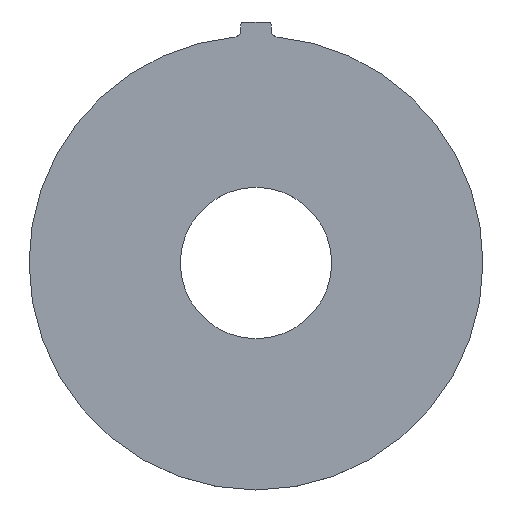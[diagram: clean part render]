
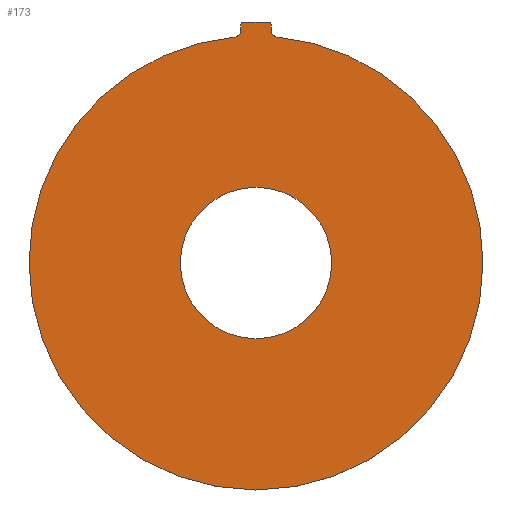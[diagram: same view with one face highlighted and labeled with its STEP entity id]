
A CAD part, top view. The second image highlights one B-rep face of the part: STEP entity #173.
In plain terms, the highlighted planar face has unit normal (0, 0, 1).
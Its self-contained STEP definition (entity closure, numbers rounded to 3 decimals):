
#12 = CIRCLE ( 'NONE', #15, 0.25 ) ;
#15 = AXIS2_PLACEMENT_3D ( 'NONE', #483, #484, #469 ) ;
#19 = VECTOR ( 'NONE', #510, 1000. ) ;
#20 = CIRCLE ( 'NONE', #21, 21. ) ;
#21 = AXIS2_PLACEMENT_3D ( 'NONE', #466, #457, #474 ) ;
#22 = CIRCLE ( 'NONE', #228, 0.6 ) ;
#28 = AXIS2_PLACEMENT_3D ( 'NONE', #498, #514, #499 ) ;
#38 = CARTESIAN_POINT ( 'NONE',  ( 1.4, 21.507, 0.8 ) ) ;
#39 = CARTESIAN_POINT ( 'NONE',  ( 1.15, 22.3, 0.8 ) ) ;
#41 = CARTESIAN_POINT ( 'NONE',  ( 7., 0., 0.8 ) ) ;
#43 = CARTESIAN_POINT ( 'NONE',  ( 21., 0., 0.8 ) ) ;
#46 = CARTESIAN_POINT ( 'NONE',  ( -1.944, 20.91, 0.8 ) ) ;
#54 = CARTESIAN_POINT ( 'NONE',  ( -1.4, 22.05, 0.8 ) ) ;
#69 = CARTESIAN_POINT ( 'NONE',  ( 1.944, 20.91, 0.8 ) ) ;
#73 = CARTESIAN_POINT ( 'NONE',  ( -1.4, 21.507, 0.8 ) ) ;
#79 = CARTESIAN_POINT ( 'NONE',  ( -1.15, 22.3, 0.8 ) ) ;
#87 = CARTESIAN_POINT ( 'NONE',  ( -21., 0., 0.8 ) ) ;
#127 = CARTESIAN_POINT ( 'NONE',  ( 1.4, 22.05, 0.8 ) ) ;
#135 = CARTESIAN_POINT ( 'NONE',  ( -7., 0., 0.8 ) ) ;
#141 = CIRCLE ( 'NONE', #28, 7. ) ;
#142 = CIRCLE ( 'NONE', #143, 0.25 ) ;
#143 = AXIS2_PLACEMENT_3D ( 'NONE', #490, #478, #454 ) ;
#144 = AXIS2_PLACEMENT_3D ( 'NONE', #463, #480, #487 ) ;
#153 = EDGE_CURVE ( 'NONE', #275, #285, #447, .T. ) ;
#154 = EDGE_CURVE ( 'NONE', #264, #280, #239, .T. ) ;
#155 = EDGE_CURVE ( 'NONE', #263, #293, #248, .T. ) ;
#156 = EDGE_CURVE ( 'NONE', #264, #282, #236, .T. ) ;
#164 = EDGE_CURVE ( 'NONE', #295, #265, #12, .T. ) ;
#168 = EDGE_CURVE ( 'NONE', #282, #263, #20, .T. ) ;
#170 = EDGE_CURVE ( 'NONE', #259, #289, #251, .T. ) ;
#173 = ADVANCED_FACE ( 'NONE', ( #479, #489 ), #450, .T. ) ;
#174 = EDGE_CURVE ( 'NONE', #275, #262, #142, .T. ) ;
#178 = EDGE_CURVE ( 'NONE', #295, #262, #448, .T. ) ;
#181 = EDGE_CURVE ( 'NONE', #280, #265, #505, .T. ) ;
#184 = EDGE_CURVE ( 'NONE', #289, #259, #141, .T. ) ;
#188 = EDGE_CURVE ( 'NONE', #285, #293, #22, .T. ) ;
#228 = AXIS2_PLACEMENT_3D ( 'NONE', #501, #513, #517 ) ;
#235 = AXIS2_PLACEMENT_3D ( 'NONE', #416, #417, #422 ) ;
#236 = CIRCLE ( 'NONE', #250, 21. ) ;
#239 = CIRCLE ( 'NONE', #242, 0.6 ) ;
#242 = AXIS2_PLACEMENT_3D ( 'NONE', #446, #418, #427 ) ;
#243 = VECTOR ( 'NONE', #438, 1000. ) ;
#244 = VECTOR ( 'NONE', #462, 1000. ) ;
#248 = CIRCLE ( 'NONE', #235, 21. ) ;
#250 = AXIS2_PLACEMENT_3D ( 'NONE', #411, #440, #431 ) ;
#251 = CIRCLE ( 'NONE', #252, 7. ) ;
#252 = AXIS2_PLACEMENT_3D ( 'NONE', #452, #476, #451 ) ;
#259 = VERTEX_POINT ( 'NONE', #135 ) ;
#262 = VERTEX_POINT ( 'NONE', #79 ) ;
#263 = VERTEX_POINT ( 'NONE', #87 ) ;
#264 = VERTEX_POINT ( 'NONE', #69 ) ;
#265 = VERTEX_POINT ( 'NONE', #127 ) ;
#269 = ORIENTED_EDGE ( 'NONE', *, *, #156, .F. ) ;
#275 = VERTEX_POINT ( 'NONE', #54 ) ;
#280 = VERTEX_POINT ( 'NONE', #38 ) ;
#282 = VERTEX_POINT ( 'NONE', #43 ) ;
#285 = VERTEX_POINT ( 'NONE', #73 ) ;
#288 = ORIENTED_EDGE ( 'NONE', *, *, #154, .T. ) ;
#289 = VERTEX_POINT ( 'NONE', #41 ) ;
#293 = VERTEX_POINT ( 'NONE', #46 ) ;
#295 = VERTEX_POINT ( 'NONE', #39 ) ;
#301 = ORIENTED_EDGE ( 'NONE', *, *, #168, .F. ) ;
#309 = ORIENTED_EDGE ( 'NONE', *, *, #188, .T. ) ;
#310 = ORIENTED_EDGE ( 'NONE', *, *, #170, .T. ) ;
#318 = ORIENTED_EDGE ( 'NONE', *, *, #164, .F. ) ;
#320 = ORIENTED_EDGE ( 'NONE', *, *, #181, .T. ) ;
#330 = ORIENTED_EDGE ( 'NONE', *, *, #184, .T. ) ;
#332 = ORIENTED_EDGE ( 'NONE', *, *, #174, .F. ) ;
#334 = ORIENTED_EDGE ( 'NONE', *, *, #178, .T. ) ;
#335 = ORIENTED_EDGE ( 'NONE', *, *, #155, .F. ) ;
#355 = ORIENTED_EDGE ( 'NONE', *, *, #153, .T. ) ;
#378 = EDGE_LOOP ( 'NONE', ( #330, #310 ) ) ;
#399 = EDGE_LOOP ( 'NONE', ( #332, #355, #309, #335, #301, #269, #288, #320, #318, #334 ) ) ;
#411 = CARTESIAN_POINT ( 'NONE',  ( 0., 0., 0.8 ) ) ;
#416 = CARTESIAN_POINT ( 'NONE',  ( 0., 0., 0.8 ) ) ;
#417 = DIRECTION ( 'NONE',  ( 0., 0., -1. ) ) ;
#418 = DIRECTION ( 'NONE',  ( 0., 0., -1. ) ) ;
#422 = DIRECTION ( 'NONE',  ( 1., 0., 0. ) ) ;
#427 = DIRECTION ( 'NONE',  ( 1., 0., 0. ) ) ;
#431 = DIRECTION ( 'NONE',  ( 1., 0., 0. ) ) ;
#438 = DIRECTION ( 'NONE',  ( 0., -1., 0. ) ) ;
#440 = DIRECTION ( 'NONE',  ( 0., 0., -1. ) ) ;
#444 = CARTESIAN_POINT ( 'NONE',  ( -1.4, 22.05, 0.8 ) ) ;
#446 = CARTESIAN_POINT ( 'NONE',  ( 2., 21.507, 0.8 ) ) ;
#447 = LINE ( 'NONE', #444, #243 ) ;
#448 = LINE ( 'NONE', #461, #244 ) ;
#450 = PLANE ( 'NONE',  #144 ) ;
#451 = DIRECTION ( 'NONE',  ( 1., 0., 0. ) ) ;
#452 = CARTESIAN_POINT ( 'NONE',  ( 0., 0., 0.8 ) ) ;
#454 = DIRECTION ( 'NONE',  ( 1., 0., 0. ) ) ;
#457 = DIRECTION ( 'NONE',  ( 0., 0., -1. ) ) ;
#461 = CARTESIAN_POINT ( 'NONE',  ( 1.15, 22.3, 0.8 ) ) ;
#462 = DIRECTION ( 'NONE',  ( -1., 0., 0. ) ) ;
#463 = CARTESIAN_POINT ( 'NONE',  ( -2., 21.507, 0.8 ) ) ;
#466 = CARTESIAN_POINT ( 'NONE',  ( 0., 0., 0.8 ) ) ;
#469 = DIRECTION ( 'NONE',  ( 1., 0., 0. ) ) ;
#474 = DIRECTION ( 'NONE',  ( 1., 0., 0. ) ) ;
#476 = DIRECTION ( 'NONE',  ( 0., 0., -1. ) ) ;
#478 = DIRECTION ( 'NONE',  ( 0., 0., -1. ) ) ;
#479 = FACE_BOUND ( 'NONE', #378, .T. ) ;
#480 = DIRECTION ( 'NONE',  ( 0., 0., 1. ) ) ;
#483 = CARTESIAN_POINT ( 'NONE',  ( 1.15, 22.05, 0.8 ) ) ;
#484 = DIRECTION ( 'NONE',  ( 0., 0., -1. ) ) ;
#487 = DIRECTION ( 'NONE',  ( 1., 0., 0. ) ) ;
#489 = FACE_OUTER_BOUND ( 'NONE', #399, .T. ) ;
#490 = CARTESIAN_POINT ( 'NONE',  ( -1.15, 22.05, 0.8 ) ) ;
#494 = CARTESIAN_POINT ( 'NONE',  ( 1.4, 21.507, 0.8 ) ) ;
#498 = CARTESIAN_POINT ( 'NONE',  ( 0., 0., 0.8 ) ) ;
#499 = DIRECTION ( 'NONE',  ( 1., 0., 0. ) ) ;
#501 = CARTESIAN_POINT ( 'NONE',  ( -2., 21.507, 0.8 ) ) ;
#505 = LINE ( 'NONE', #494, #19 ) ;
#510 = DIRECTION ( 'NONE',  ( 0., 1., 0. ) ) ;
#513 = DIRECTION ( 'NONE',  ( 0., 0., -1. ) ) ;
#514 = DIRECTION ( 'NONE',  ( 0., 0., -1. ) ) ;
#517 = DIRECTION ( 'NONE',  ( 1., 0., 0. ) ) ;
